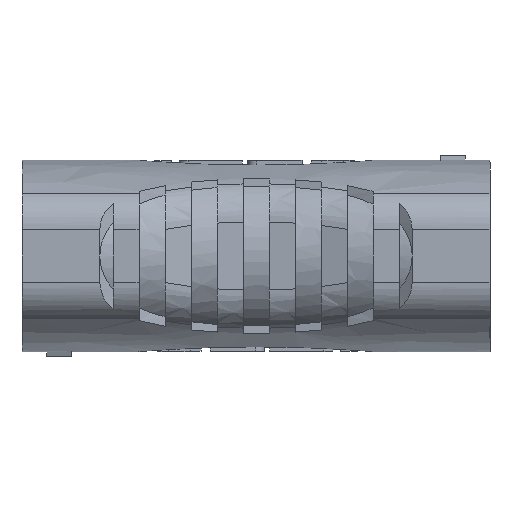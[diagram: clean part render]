
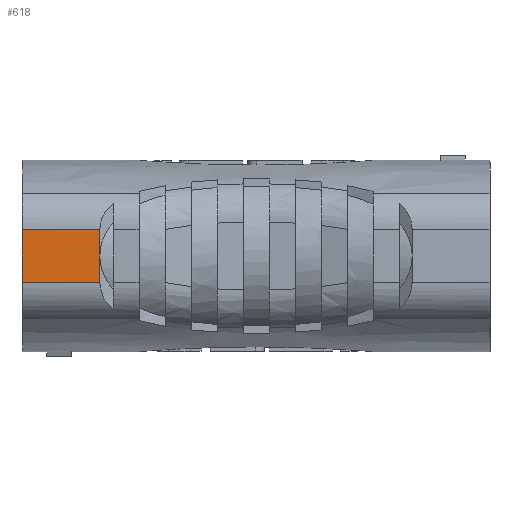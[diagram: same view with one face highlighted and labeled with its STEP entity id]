
A CAD part, front view. The second image highlights one B-rep face of the part: STEP entity #618.
In plain terms, the highlighted planar face has unit normal (0, -1, 0).
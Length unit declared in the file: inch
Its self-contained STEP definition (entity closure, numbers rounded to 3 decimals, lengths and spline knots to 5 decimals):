
#58 = DIRECTION ( 'NONE',  ( 0., 0., 1. ) ) ;
#618 = ADVANCED_FACE ( 'NONE', ( #28209 ), #36884, .F. ) ;
#2037 = ORIENTED_EDGE ( 'NONE', *, *, #22579, .T. ) ;
#2206 = LINE ( 'NONE', #7189, #10051 ) ;
#2944 = VERTEX_POINT ( 'NONE', #16745 ) ;
#5697 = DIRECTION ( 'NONE',  ( 0., 0., 1. ) ) ;
#6308 = EDGE_CURVE ( 'NONE', #17287, #2944, #10183, .T. ) ;
#7189 = CARTESIAN_POINT ( 'NONE',  ( -0.37815, -0.41929, -0.4 ) ) ;
#7454 = AXIS2_PLACEMENT_3D ( 'NONE', #36578, #36309, #36046 ) ;
#8086 = CARTESIAN_POINT ( 'NONE',  ( -0.37815, -0.41929, -0.06361 ) ) ;
#8853 = CARTESIAN_POINT ( 'NONE',  ( -0.56693, -0.41929, -0.06361 ) ) ;
#9245 = LINE ( 'NONE', #20422, #31782 ) ;
#9291 = DIRECTION ( 'NONE',  ( -1., 0., 0. ) ) ;
#9419 = CARTESIAN_POINT ( 'NONE',  ( 0.56693, -0.41929, 0.06361 ) ) ;
#9885 = LINE ( 'NONE', #21801, #17729 ) ;
#10051 = VECTOR ( 'NONE', #13108, 39.37008 ) ;
#10183 = LINE ( 'NONE', #9419, #25827 ) ;
#11954 = ORIENTED_EDGE ( 'NONE', *, *, #35693, .T. ) ;
#13108 = DIRECTION ( 'NONE',  ( 0., 0., 1. ) ) ;
#14292 = VECTOR ( 'NONE', #58, 39.37008 ) ;
#15623 = CARTESIAN_POINT ( 'NONE',  ( -0.37815, -0.41929, 0. ) ) ;
#15928 = VERTEX_POINT ( 'NONE', #8853 ) ;
#16745 = CARTESIAN_POINT ( 'NONE',  ( -0.56693, -0.41929, 0.06361 ) ) ;
#17287 = VERTEX_POINT ( 'NONE', #27425 ) ;
#17729 = VECTOR ( 'NONE', #30643, 39.37008 ) ;
#18288 = VERTEX_POINT ( 'NONE', #8086 ) ;
#20422 = CARTESIAN_POINT ( 'NONE',  ( -0.37815, -0.41929, -0.4 ) ) ;
#21650 = VERTEX_POINT ( 'NONE', #15623 ) ;
#21801 = CARTESIAN_POINT ( 'NONE',  ( 0.56693, -0.41929, -0.06361 ) ) ;
#22579 = EDGE_CURVE ( 'NONE', #18288, #21650, #2206, .T. ) ;
#25827 = VECTOR ( 'NONE', #9291, 39.37008 ) ;
#27425 = CARTESIAN_POINT ( 'NONE',  ( -0.37815, -0.41929, 0.06361 ) ) ;
#27789 = EDGE_LOOP ( 'NONE', ( #37177, #35154, #32382, #11954, #2037 ) ) ;
#28209 = FACE_OUTER_BOUND ( 'NONE', #27789, .T. ) ;
#30643 = DIRECTION ( 'NONE',  ( 1., 0., 0. ) ) ;
#31782 = VECTOR ( 'NONE', #5697, 39.37008 ) ;
#32382 = ORIENTED_EDGE ( 'NONE', *, *, #37408, .F. ) ;
#35154 = ORIENTED_EDGE ( 'NONE', *, *, #6308, .T. ) ;
#35299 = CARTESIAN_POINT ( 'NONE',  ( -0.56693, -0.41929, -0.23228 ) ) ;
#35693 = EDGE_CURVE ( 'NONE', #15928, #18288, #9885, .T. ) ;
#36046 = DIRECTION ( 'NONE',  ( 0., 0., 1. ) ) ;
#36309 = DIRECTION ( 'NONE',  ( 0., 1., 0. ) ) ;
#36578 = CARTESIAN_POINT ( 'NONE',  ( 0.56693, -0.41929, -0.11614 ) ) ;
#36884 = PLANE ( 'NONE',  #7454 ) ;
#37177 = ORIENTED_EDGE ( 'NONE', *, *, #37353, .T. ) ;
#37353 = EDGE_CURVE ( 'NONE', #21650, #17287, #9245, .T. ) ;
#37408 = EDGE_CURVE ( 'NONE', #15928, #2944, #37834, .T. ) ;
#37834 = LINE ( 'NONE', #35299, #14292 ) ;
